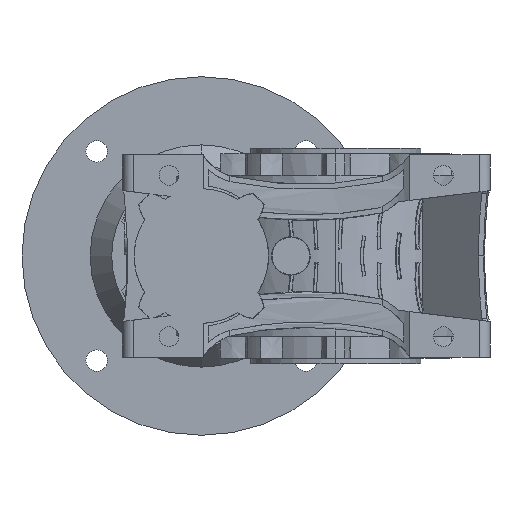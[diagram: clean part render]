
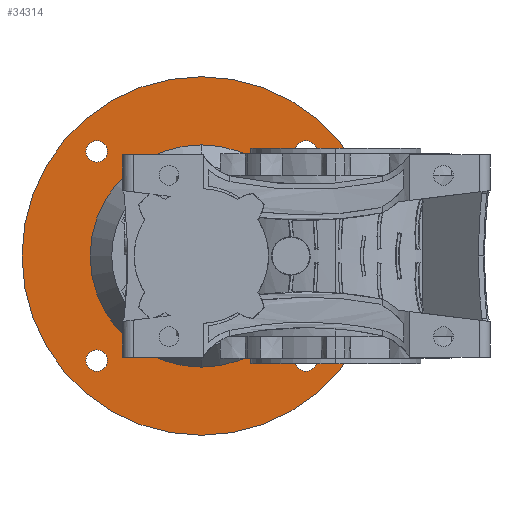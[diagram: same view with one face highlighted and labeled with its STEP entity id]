
A CAD part, left-side view. The second image highlights one B-rep face of the part: STEP entity #34314.
In plain terms, the highlighted face is planar.
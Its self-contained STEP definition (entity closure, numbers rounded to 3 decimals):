
#5117 = EDGE_LOOP ( 'NONE', ( #5811, #5813 ) ) ;
#5335 = EDGE_LOOP ( 'NONE', ( #5803, #5805 ) ) ;
#5447 = EDGE_LOOP ( 'NONE', ( #50880, #50881 ) ) ;
#5495 = EDGE_LOOP ( 'NONE', ( #5799, #5801 ) ) ;
#5553 = EDGE_LOOP ( 'NONE', ( #5814, #5815 ) ) ;
#5557 = EDGE_LOOP ( 'NONE', ( #5807, #5809 ) ) ;
#5799 = ORIENTED_EDGE ( 'NONE', *, *, #48289, .T. ) ;
#5801 = ORIENTED_EDGE ( 'NONE', *, *, #42541, .T. ) ;
#5803 = ORIENTED_EDGE ( 'NONE', *, *, #48290, .T. ) ;
#5805 = ORIENTED_EDGE ( 'NONE', *, *, #42520, .T. ) ;
#5807 = ORIENTED_EDGE ( 'NONE', *, *, #48291, .T. ) ;
#5809 = ORIENTED_EDGE ( 'NONE', *, *, #42536, .T. ) ;
#5811 = ORIENTED_EDGE ( 'NONE', *, *, #48292, .T. ) ;
#5813 = ORIENTED_EDGE ( 'NONE', *, *, #42532, .T. ) ;
#5814 = ORIENTED_EDGE ( 'NONE', *, *, #42524, .F. ) ;
#5815 = ORIENTED_EDGE ( 'NONE', *, *, #48288, .F. ) ;
#5854 = PLANE ( 'NONE',  #22743 ) ;
#5856 = CARTESIAN_POINT ( 'NONE',  ( -11., 100., 0. ) ) ;
#5857 = DIRECTION ( 'NONE',  ( -1., 0., 0. ) ) ;
#5858 = DIRECTION ( 'NONE',  ( 0., 0., 1. ) ) ;
#7783 = CIRCLE ( 'NONE', #23387, 100. ) ;
#7784 = CIRCLE ( 'NONE', #23388, 6. ) ;
#7785 = CIRCLE ( 'NONE', #23389, 6. ) ;
#7786 = CIRCLE ( 'NONE', #23390, 6. ) ;
#7787 = CIRCLE ( 'NONE', #23391, 6. ) ;
#7788 = CIRCLE ( 'NONE', #23392, 62. ) ;
#8459 = VERTEX_POINT ( 'NONE', #21010 ) ;
#8470 = VERTEX_POINT ( 'NONE', #21013 ) ;
#8942 = VERTEX_POINT ( 'NONE', #28143 ) ;
#15797 = CARTESIAN_POINT ( 'NONE',  ( -11., 58.336, 64.336 ) ) ;
#15823 = CARTESIAN_POINT ( 'NONE',  ( -11., 0., 62. ) ) ;
#15825 = CARTESIAN_POINT ( 'NONE',  ( -11., -58.336, -64.336 ) ) ;
#15854 = CARTESIAN_POINT ( 'NONE',  ( -11., 58.336, -64.336 ) ) ;
#15881 = CARTESIAN_POINT ( 'NONE',  ( -11., 58.336, 52.336 ) ) ;
#15882 = CARTESIAN_POINT ( 'NONE',  ( -11., 0., 100. ) ) ;
#15889 = CARTESIAN_POINT ( 'NONE',  ( -11., -58.336, 52.336 ) ) ;
#17101 = CARTESIAN_POINT ( 'NONE',  ( -11., 0., 0. ) ) ;
#17102 = DIRECTION ( 'NONE',  ( -1., 0., 0. ) ) ;
#17103 = DIRECTION ( 'NONE',  ( 0., 0., 1. ) ) ;
#17104 = CARTESIAN_POINT ( 'NONE',  ( -11., 58.336, -58.336 ) ) ;
#17105 = DIRECTION ( 'NONE',  ( -1., 0., 0. ) ) ;
#17106 = DIRECTION ( 'NONE',  ( 0., 0., 1. ) ) ;
#17107 = CARTESIAN_POINT ( 'NONE',  ( -11., -58.336, -58.336 ) ) ;
#17108 = DIRECTION ( 'NONE',  ( -1., 0., 0. ) ) ;
#17109 = DIRECTION ( 'NONE',  ( 0., 0., 1. ) ) ;
#17110 = CARTESIAN_POINT ( 'NONE',  ( -11., -58.336, 58.336 ) ) ;
#17111 = DIRECTION ( 'NONE',  ( -1., 0., 0. ) ) ;
#17112 = DIRECTION ( 'NONE',  ( 0., 0., 1. ) ) ;
#17113 = CARTESIAN_POINT ( 'NONE',  ( -11., 58.336, 58.336 ) ) ;
#17114 = DIRECTION ( 'NONE',  ( -1., 0., 0. ) ) ;
#17115 = DIRECTION ( 'NONE',  ( 0., 0., 1. ) ) ;
#17118 = CARTESIAN_POINT ( 'NONE',  ( -11., 0., 0. ) ) ;
#17119 = DIRECTION ( 'NONE',  ( -1., 0., 0. ) ) ;
#17120 = DIRECTION ( 'NONE',  ( 0., 0., 1. ) ) ;
#21010 = CARTESIAN_POINT ( 'NONE',  ( -11., -58.336, 64.336 ) ) ;
#21013 = CARTESIAN_POINT ( 'NONE',  ( -11., 0., -100. ) ) ;
#22743 = AXIS2_PLACEMENT_3D ( 'NONE', #5856, #5857, #5858 ) ;
#22881 = AXIS2_PLACEMENT_3D ( 'NONE', #24818, #24819, #24821 ) ;
#22883 = AXIS2_PLACEMENT_3D ( 'NONE', #24836, #24838, #24839 ) ;
#22884 = AXIS2_PLACEMENT_3D ( 'NONE', #24847, #24848, #24850 ) ;
#22887 = AXIS2_PLACEMENT_3D ( 'NONE', #24874, #24875, #24877 ) ;
#22889 = AXIS2_PLACEMENT_3D ( 'NONE', #24892, #24894, #24896 ) ;
#22892 = AXIS2_PLACEMENT_3D ( 'NONE', #24919, #24920, #24922 ) ;
#23387 = AXIS2_PLACEMENT_3D ( 'NONE', #17101, #17102, #17103 ) ;
#23388 = AXIS2_PLACEMENT_3D ( 'NONE', #17104, #17105, #17106 ) ;
#23389 = AXIS2_PLACEMENT_3D ( 'NONE', #17107, #17108, #17109 ) ;
#23390 = AXIS2_PLACEMENT_3D ( 'NONE', #17110, #17111, #17112 ) ;
#23391 = AXIS2_PLACEMENT_3D ( 'NONE', #17113, #17114, #17115 ) ;
#23392 = AXIS2_PLACEMENT_3D ( 'NONE', #17118, #17119, #17120 ) ;
#24818 = CARTESIAN_POINT ( 'NONE',  ( -11., -58.336, -58.336 ) ) ;
#24819 = DIRECTION ( 'NONE',  ( -1., 0., 0. ) ) ;
#24821 = DIRECTION ( 'NONE',  ( 0., 0., 1. ) ) ;
#24836 = CARTESIAN_POINT ( 'NONE',  ( -11., 0., 0. ) ) ;
#24838 = DIRECTION ( 'NONE',  ( -1., 0., 0. ) ) ;
#24839 = DIRECTION ( 'NONE',  ( 0., 0., 1. ) ) ;
#24847 = CARTESIAN_POINT ( 'NONE',  ( -11., 0., 0. ) ) ;
#24848 = DIRECTION ( 'NONE',  ( -1., 0., 0. ) ) ;
#24850 = DIRECTION ( 'NONE',  ( 0., 0., 1. ) ) ;
#24874 = CARTESIAN_POINT ( 'NONE',  ( -11., 58.336, 58.336 ) ) ;
#24875 = DIRECTION ( 'NONE',  ( -1., 0., 0. ) ) ;
#24877 = DIRECTION ( 'NONE',  ( 0., 0., 1. ) ) ;
#24892 = CARTESIAN_POINT ( 'NONE',  ( -11., -58.336, 58.336 ) ) ;
#24894 = DIRECTION ( 'NONE',  ( -1., 0., 0. ) ) ;
#24896 = DIRECTION ( 'NONE',  ( 0., 0., 1. ) ) ;
#24919 = CARTESIAN_POINT ( 'NONE',  ( -11., 58.336, -58.336 ) ) ;
#24920 = DIRECTION ( 'NONE',  ( -1., 0., 0. ) ) ;
#24922 = DIRECTION ( 'NONE',  ( 0., 0., 1. ) ) ;
#25414 = CIRCLE ( 'NONE', #22881, 6. ) ;
#25424 = CIRCLE ( 'NONE', #22883, 100. ) ;
#25425 = CIRCLE ( 'NONE', #22884, 62. ) ;
#25437 = CIRCLE ( 'NONE', #22887, 6. ) ;
#25443 = CIRCLE ( 'NONE', #22889, 6. ) ;
#25448 = CIRCLE ( 'NONE', #22892, 6. ) ;
#28143 = CARTESIAN_POINT ( 'NONE',  ( -11., 0., -62. ) ) ;
#31691 = CARTESIAN_POINT ( 'NONE',  ( -11., 58.336, -52.336 ) ) ;
#31695 = CARTESIAN_POINT ( 'NONE',  ( -11., -58.336, -52.336 ) ) ;
#31767 = VERTEX_POINT ( 'NONE', #31691 ) ;
#31780 = VERTEX_POINT ( 'NONE', #31695 ) ;
#31855 = VERTEX_POINT ( 'NONE', #15797 ) ;
#31881 = VERTEX_POINT ( 'NONE', #15823 ) ;
#31883 = VERTEX_POINT ( 'NONE', #15825 ) ;
#31912 = VERTEX_POINT ( 'NONE', #15854 ) ;
#31939 = VERTEX_POINT ( 'NONE', #15881 ) ;
#31940 = VERTEX_POINT ( 'NONE', #15882 ) ;
#31947 = VERTEX_POINT ( 'NONE', #15889 ) ;
#34314 = ADVANCED_FACE ( 'NONE', ( #49058, #49076, #49072, #49078, #49074, #49068 ), #5854, .F. ) ;
#42520 = EDGE_CURVE ( 'NONE', #31883, #31780, #25414, .T. ) ;
#42524 = EDGE_CURVE ( 'NONE', #31940, #8470, #25424, .T. ) ;
#42526 = EDGE_CURVE ( 'NONE', #31881, #8942, #25425, .T. ) ;
#42532 = EDGE_CURVE ( 'NONE', #31939, #31855, #25437, .T. ) ;
#42536 = EDGE_CURVE ( 'NONE', #31947, #8459, #25443, .T. ) ;
#42541 = EDGE_CURVE ( 'NONE', #31912, #31767, #25448, .T. ) ;
#48288 = EDGE_CURVE ( 'NONE', #8470, #31940, #7783, .T. ) ;
#48289 = EDGE_CURVE ( 'NONE', #31767, #31912, #7784, .T. ) ;
#48290 = EDGE_CURVE ( 'NONE', #31780, #31883, #7785, .T. ) ;
#48291 = EDGE_CURVE ( 'NONE', #8459, #31947, #7786, .T. ) ;
#48292 = EDGE_CURVE ( 'NONE', #31855, #31939, #7787, .T. ) ;
#48293 = EDGE_CURVE ( 'NONE', #8942, #31881, #7788, .T. ) ;
#49058 = FACE_BOUND ( 'NONE', #5495, .T. ) ;
#49068 = FACE_BOUND ( 'NONE', #5447, .T. ) ;
#49072 = FACE_BOUND ( 'NONE', #5557, .T. ) ;
#49074 = FACE_OUTER_BOUND ( 'NONE', #5553, .T. ) ;
#49076 = FACE_BOUND ( 'NONE', #5335, .T. ) ;
#49078 = FACE_BOUND ( 'NONE', #5117, .T. ) ;
#50880 = ORIENTED_EDGE ( 'NONE', *, *, #42526, .T. ) ;
#50881 = ORIENTED_EDGE ( 'NONE', *, *, #48293, .T. ) ;
